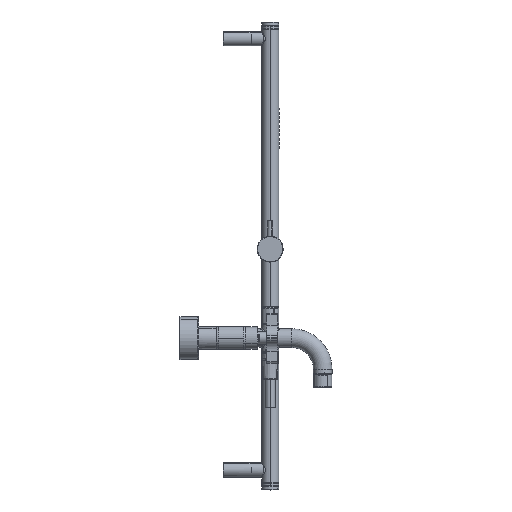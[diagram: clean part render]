
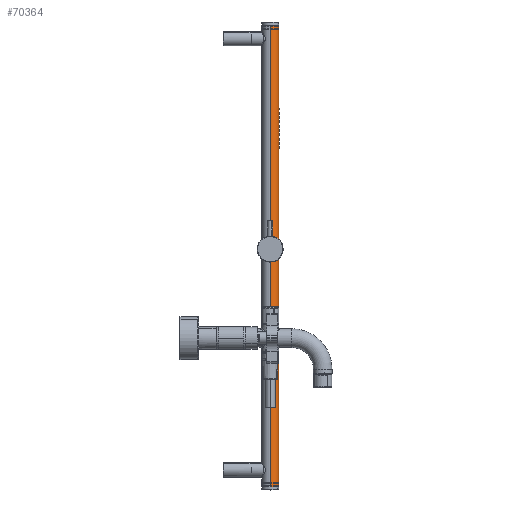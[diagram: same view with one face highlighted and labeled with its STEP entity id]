
A CAD part, front view. The second image highlights one B-rep face of the part: STEP entity #70364.
In plain terms, the highlighted cylindrical face has radius 12 mm (diameter 24 mm), a partial arc.
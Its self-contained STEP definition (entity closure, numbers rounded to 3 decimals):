
#70006=CARTESIAN_POINT('Vertex',(54.25,415.343,435.199)) ;
#70008=CARTESIAN_POINT('Vertex',(54.25,391.343,435.199)) ;
#70011=CARTESIAN_POINT('Axis2P3D Location',(54.25,403.343,435.199)) ;
#70049=CARTESIAN_POINT('Axis2P3D Location',(54.25,403.343,-206.801)) ;
#70053=CARTESIAN_POINT('Vertex',(54.25,391.343,-206.801)) ;
#70055=CARTESIAN_POINT('Vertex',(54.25,415.343,-206.801)) ;
#70323=CARTESIAN_POINT('Axis2P3D Location',(54.25,403.343,274.699)) ;
#70328=CARTESIAN_POINT('Line Origine',(54.25,415.343,274.699)) ;
#70333=CARTESIAN_POINT('Line Origine',(54.25,391.343,274.699)) ;
#70330=VECTOR('Line Direction',#70329,1.) ;
#70335=VECTOR('Line Direction',#70334,1.) ;
#70012=DIRECTION('Axis2P3D Direction',(-0.,0.,1.)) ;
#70050=DIRECTION('Axis2P3D Direction',(-0.,0.,1.)) ;
#70324=DIRECTION('Axis2P3D Direction',(-0.,0.,1.)) ;
#70325=DIRECTION('Axis2P3D XDirection',(0.,-1.,0.)) ;
#70329=DIRECTION('Vector Direction',(0.,0.,1.)) ;
#70334=DIRECTION('Vector Direction',(0.,0.,1.)) ;
#70013=AXIS2_PLACEMENT_3D('Circle Axis2P3D',#70011,#70012,$) ;
#70051=AXIS2_PLACEMENT_3D('Circle Axis2P3D',#70049,#70050,$) ;
#70326=AXIS2_PLACEMENT_3D('Cylinder Axis2P3D',#70323,#70324,#70325) ;
#70331=LINE('Line',#70328,#70330) ;
#70336=LINE('Line',#70333,#70335) ;
#70014=CIRCLE('generated circle',#70013,12.) ;
#70052=CIRCLE('generated circle',#70051,12.) ;
#70327=CYLINDRICAL_SURFACE('generated cylinder',#70326,12.) ;
#70015=EDGE_CURVE('',#70009,#70007,#70014,.T.) ;
#70057=EDGE_CURVE('',#70054,#70056,#70052,.T.) ;
#70332=EDGE_CURVE('',#70007,#70056,#70331,.F.) ;
#70337=EDGE_CURVE('',#70009,#70054,#70336,.F.) ;
#70359=ORIENTED_EDGE('',*,*,#70337,.T.) ;
#70360=ORIENTED_EDGE('',*,*,#70057,.T.) ;
#70361=ORIENTED_EDGE('',*,*,#70332,.F.) ;
#70362=ORIENTED_EDGE('',*,*,#70015,.F.) ;
#70358=EDGE_LOOP('',(#70359,#70360,#70361,#70362)) ;
#70007=VERTEX_POINT('',#70006) ;
#70009=VERTEX_POINT('',#70008) ;
#70054=VERTEX_POINT('',#70053) ;
#70056=VERTEX_POINT('',#70055) ;
#70364=ADVANCED_FACE('Product1_AllCATPart.2\\PR.0408.10_AllCATPart.1\\P46108.1\\PartBody',(#70363),#70327,.T.) ;
#70363=FACE_OUTER_BOUND('',#70358,.T.) ;
